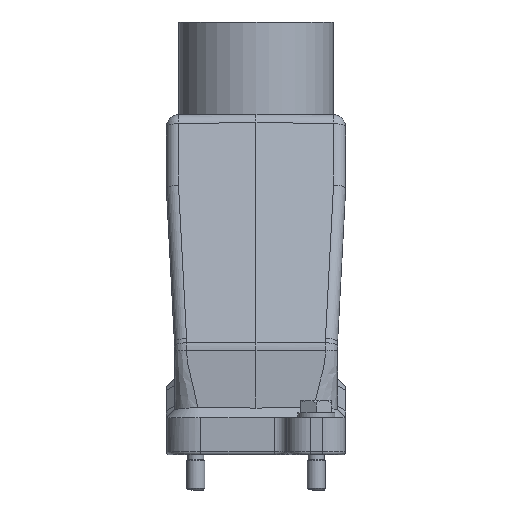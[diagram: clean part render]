
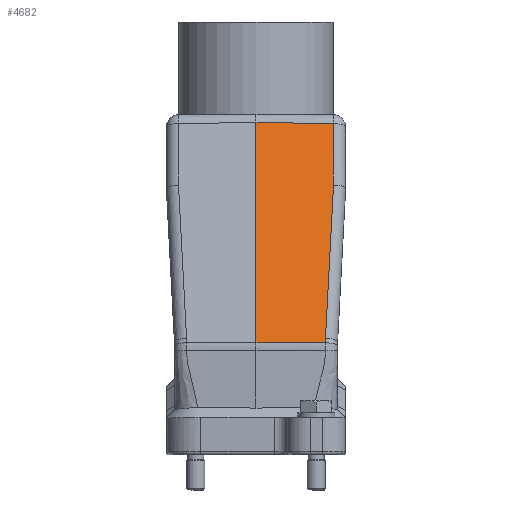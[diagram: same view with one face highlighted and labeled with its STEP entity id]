
A CAD part, left-side view. The second image highlights one B-rep face of the part: STEP entity #4682.
In plain terms, the highlighted planar face has unit normal (-0.966, -0.018, 0.259).
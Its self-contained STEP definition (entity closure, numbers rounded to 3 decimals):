
#4682=ADVANCED_FACE('',(#5502),#5212,.T.);
#5212=PLANE('',#14374);
#5502=FACE_OUTER_BOUND('',#6065,.T.);
#6065=EDGE_LOOP('',(#8778,#8779,#8780,#8781,#8782,#8783));
#6889=LINE('',#20081,#7585);
#6890=LINE('',#20084,#7586);
#6891=LINE('',#20086,#7587);
#6892=LINE('',#20088,#7588);
#6893=LINE('',#20090,#7589);
#6894=LINE('',#20092,#7590);
#7585=VECTOR('',#15945,1.);
#7586=VECTOR('',#15946,1.);
#7587=VECTOR('',#15947,1.);
#7588=VECTOR('',#15948,1.);
#7589=VECTOR('',#15949,1.);
#7590=VECTOR('',#15950,1.);
#8778=ORIENTED_EDGE('',*,*,#12379,.T.);
#8779=ORIENTED_EDGE('',*,*,#12380,.T.);
#8780=ORIENTED_EDGE('',*,*,#12381,.F.);
#8781=ORIENTED_EDGE('',*,*,#12382,.T.);
#8782=ORIENTED_EDGE('',*,*,#12383,.T.);
#8783=ORIENTED_EDGE('',*,*,#12384,.T.);
#11352=VERTEX_POINT('',#20082);
#11353=VERTEX_POINT('',#20083);
#11354=VERTEX_POINT('',#20085);
#11355=VERTEX_POINT('',#20087);
#11356=VERTEX_POINT('',#20089);
#11357=VERTEX_POINT('',#20091);
#12379=EDGE_CURVE('',#11352,#11353,#6889,.T.);
#12380=EDGE_CURVE('',#11353,#11354,#6890,.T.);
#12381=EDGE_CURVE('',#11355,#11354,#6891,.T.);
#12382=EDGE_CURVE('',#11355,#11356,#6892,.T.);
#12383=EDGE_CURVE('',#11356,#11357,#6893,.T.);
#12384=EDGE_CURVE('',#11357,#11352,#6894,.T.);
#14374=AXIS2_PLACEMENT_3D('',#20093,#15951,#15952);
#15945=DIRECTION('',(0.259,0.,0.966));
#15946=DIRECTION('',(-0.013,1.,0.017));
#15947=DIRECTION('',(0.259,0.,0.966));
#15948=DIRECTION('',(0.017,-1.,-0.002));
#15949=DIRECTION('',(0.259,0.,0.966));
#15950=DIRECTION('',(0.259,-0.051,0.964));
#15951=DIRECTION('',(-0.966,-0.017,0.259));
#15952=DIRECTION('',(0.259,0.,0.966));
#20081=CARTESIAN_POINT('',(-54.448,-25.07,91.962));
#20082=CARTESIAN_POINT('',(-60.546,-25.07,69.201));
#20083=CARTESIAN_POINT('',(-55.228,-25.07,89.048));
#20084=CARTESIAN_POINT('',(-55.551,-1.005,89.468));
#20085=CARTESIAN_POINT('',(-55.564,0.,89.486));
#20086=CARTESIAN_POINT('',(-75.,0.,16.95));
#20087=CARTESIAN_POINT('',(-74.659,0.,18.221));
#20088=CARTESIAN_POINT('',(-74.659,0.003,18.221));
#20089=CARTESIAN_POINT('',(-74.267,-22.47,18.17));
#20090=CARTESIAN_POINT('',(-74.187,-22.47,18.468));
#20091=CARTESIAN_POINT('',(-73.887,-22.47,19.59));
#20092=CARTESIAN_POINT('',(-60.796,-25.021,68.273));
#20093=CARTESIAN_POINT('',(-75.,0.,16.95));
